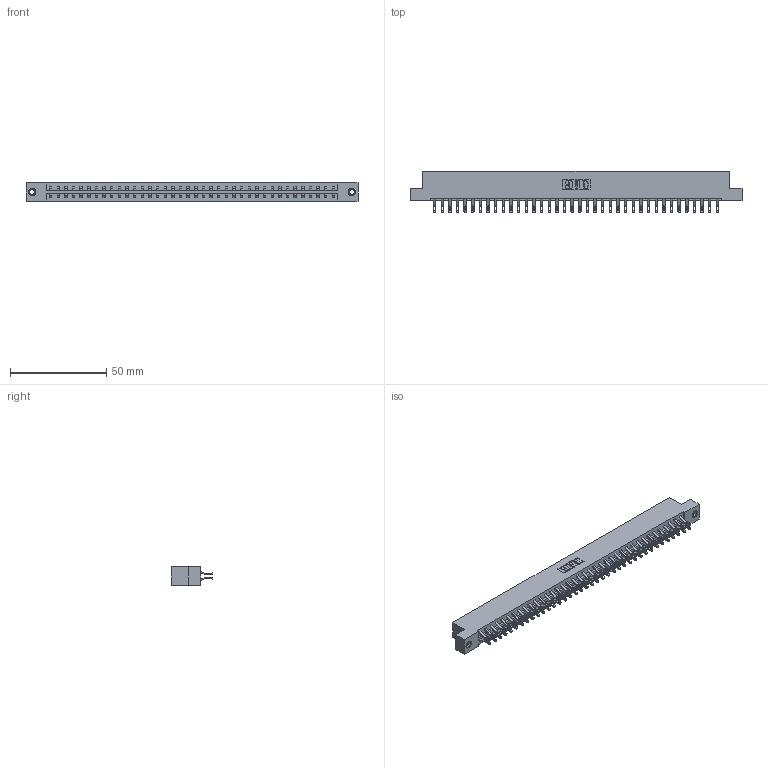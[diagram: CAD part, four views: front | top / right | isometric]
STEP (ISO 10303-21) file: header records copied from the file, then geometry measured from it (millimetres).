
FILE_DESCRIPTION (( 'STEP AP203' ), '1' );
FILE_NAME ('333-076-555-207.STEP', '2018-08-04T23:20:11', ( '' ), ( '' ), 'SwSTEP 2.0', 'SolidWorks 2016', '' );
FILE_SCHEMA (( 'CONFIG_CONTROL_DESIGN' ));
Length unit declared in the file: inch
Products named in the file (4): 345-292-001_555 Tail; 345-250-001_345-250-005-103; 333-076-555-207; 333 Part_Flush - .156 Dia - TI
Assembly tree (79 placements, depth 2):
  333-076-555-207
    333 Part_Flush - .156 Dia - TI
    345-292-001_555 Tail  x76
    345-250-001_345-250-005-103  x2
Bounding box: 172.11 x 21.47 x 9.4 mm (x, y, z)
Volume: 17741 mm3; surface area: 21789.8 mm2
Topology: 79 solids, 79 shells, 4582 faces, 14355 edges, 9562 vertices
Faces by surface type: plane 2686, cylinder 1880, cone 12, torus 4
Entity records: 26476 total; most frequent: CARTESIAN_POINT 4411, ORIENTED_EDGE 4310, DIRECTION 3777, EDGE_CURVE 2155, LINE 1987, VECTOR 1987, VERTEX_POINT 1432, AXIS2_PLACEMENT_3D 895
